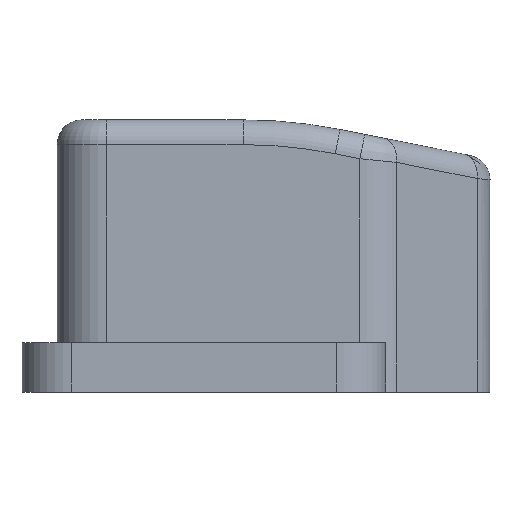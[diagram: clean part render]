
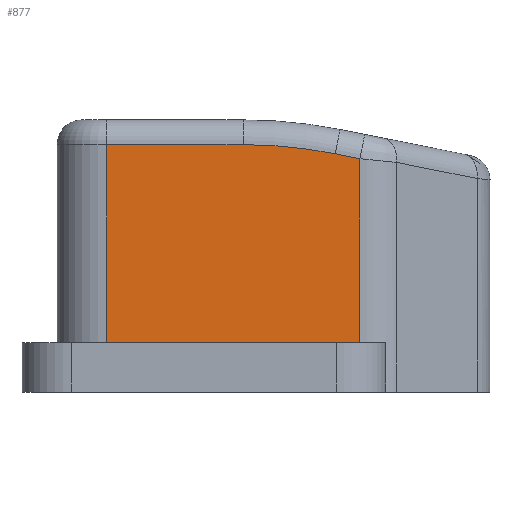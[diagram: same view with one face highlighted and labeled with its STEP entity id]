
A CAD part, left-side view. The second image highlights one B-rep face of the part: STEP entity #877.
In plain terms, the highlighted planar face has unit normal (-1, 0, 0).
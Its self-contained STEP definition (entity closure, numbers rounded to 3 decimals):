
#38 = CARTESIAN_POINT ( 'NONE',  ( -2.792, -2.828, 5.5 ) ) ;
#51 = CIRCLE ( 'NONE', #210, 9.5 ) ;
#94 = DIRECTION ( 'NONE',  ( 0., -1., 0. ) ) ;
#143 = VECTOR ( 'NONE', #605, 1000. ) ;
#152 = FACE_OUTER_BOUND ( 'NONE', #1053, .T. ) ;
#168 = DIRECTION ( 'NONE',  ( 1., 0., 0. ) ) ;
#175 = LINE ( 'NONE', #396, #860 ) ;
#200 = CARTESIAN_POINT ( 'NONE',  ( -2.792, -2.677, 4.746 ) ) ;
#210 = AXIS2_PLACEMENT_3D ( 'NONE', #946, #1246, #751 ) ;
#220 = LINE ( 'NONE', #200, #1110 ) ;
#240 = EDGE_CURVE ( 'NONE', #525, #829, #220, .T. ) ;
#276 = VERTEX_POINT ( 'NONE', #280 ) ;
#280 = CARTESIAN_POINT ( 'NONE',  ( -2.792, -2.828, 1. ) ) ;
#290 = LINE ( 'NONE', #1203, #799 ) ;
#312 = VERTEX_POINT ( 'NONE', #871 ) ;
#318 = ORIENTED_EDGE ( 'NONE', *, *, #797, .T. ) ;
#329 = VECTOR ( 'NONE', #1166, 1000. ) ;
#372 = CARTESIAN_POINT ( 'NONE',  ( -2.792, -2.33, 4.816 ) ) ;
#396 = CARTESIAN_POINT ( 'NONE',  ( -2.792, -2.828, 1. ) ) ;
#415 = AXIS2_PLACEMENT_3D ( 'NONE', #688, #168, #580 ) ;
#525 = VERTEX_POINT ( 'NONE', #1169 ) ;
#580 = DIRECTION ( 'NONE',  ( 0., 1., 0. ) ) ;
#605 = DIRECTION ( 'NONE',  ( 0., 0., -1. ) ) ;
#637 = EDGE_CURVE ( 'NONE', #730, #312, #290, .T. ) ;
#679 = LINE ( 'NONE', #1102, #143 ) ;
#687 = DIRECTION ( 'NONE',  ( 0., 0.981, 0.196 ) ) ;
#688 = CARTESIAN_POINT ( 'NONE',  ( -2.792, -2.828, 5.5 ) ) ;
#727 = CARTESIAN_POINT ( 'NONE',  ( -2.792, 2.29, 1. ) ) ;
#730 = VERTEX_POINT ( 'NONE', #1132 ) ;
#751 = DIRECTION ( 'NONE',  ( 0., 1., 0. ) ) ;
#771 = PLANE ( 'NONE',  #415 ) ;
#788 = LINE ( 'NONE', #38, #329 ) ;
#797 = EDGE_CURVE ( 'NONE', #829, #730, #51, .T. ) ;
#799 = VECTOR ( 'NONE', #1010, 1000. ) ;
#829 = VERTEX_POINT ( 'NONE', #372 ) ;
#841 = ORIENTED_EDGE ( 'NONE', *, *, #240, .T. ) ;
#860 = VECTOR ( 'NONE', #94, 1000. ) ;
#871 = CARTESIAN_POINT ( 'NONE',  ( -2.792, 2.29, 5. ) ) ;
#877 = ADVANCED_FACE ( 'NONE', ( #152 ), #771, .F. ) ;
#946 = CARTESIAN_POINT ( 'NONE',  ( -2.792, -0.467, -4.5 ) ) ;
#966 = ORIENTED_EDGE ( 'NONE', *, *, #1242, .T. ) ;
#979 = EDGE_CURVE ( 'NONE', #525, #276, #788, .T. ) ;
#1010 = DIRECTION ( 'NONE',  ( 0., 1., 0. ) ) ;
#1053 = EDGE_LOOP ( 'NONE', ( #1078, #841, #318, #1150, #966, #1218 ) ) ;
#1078 = ORIENTED_EDGE ( 'NONE', *, *, #979, .F. ) ;
#1102 = CARTESIAN_POINT ( 'NONE',  ( -2.792, 2.29, 5.5 ) ) ;
#1110 = VECTOR ( 'NONE', #687, 1000. ) ;
#1132 = CARTESIAN_POINT ( 'NONE',  ( -2.792, -0.467, 5. ) ) ;
#1150 = ORIENTED_EDGE ( 'NONE', *, *, #637, .T. ) ;
#1166 = DIRECTION ( 'NONE',  ( 0., 0., -1. ) ) ;
#1169 = CARTESIAN_POINT ( 'NONE',  ( -2.792, -2.828, 4.716 ) ) ;
#1173 = VERTEX_POINT ( 'NONE', #727 ) ;
#1203 = CARTESIAN_POINT ( 'NONE',  ( -2.792, -2.828, 5. ) ) ;
#1218 = ORIENTED_EDGE ( 'NONE', *, *, #1249, .T. ) ;
#1242 = EDGE_CURVE ( 'NONE', #312, #1173, #679, .T. ) ;
#1246 = DIRECTION ( 'NONE',  ( -1., 0., 0. ) ) ;
#1249 = EDGE_CURVE ( 'NONE', #1173, #276, #175, .T. ) ;
